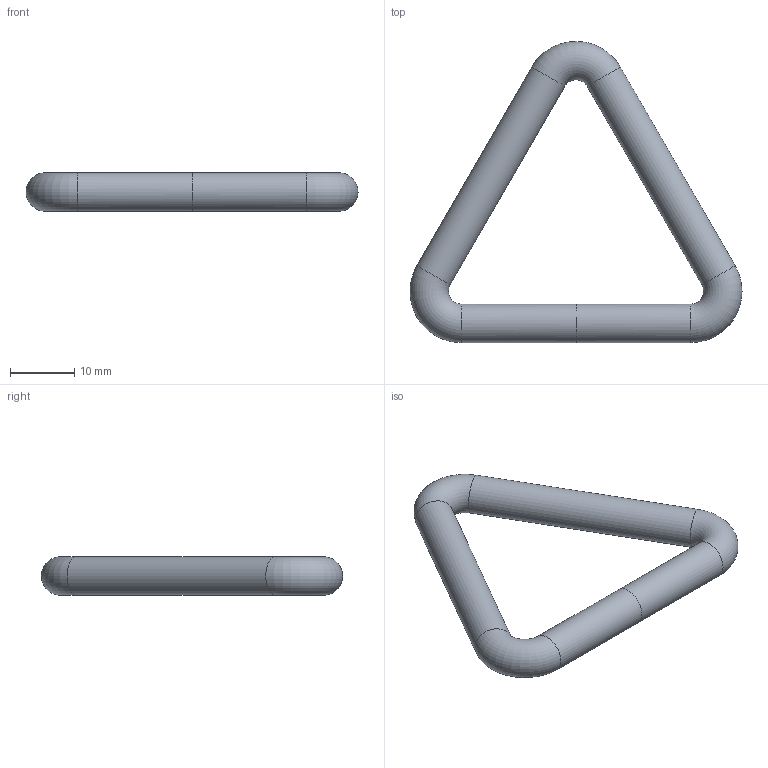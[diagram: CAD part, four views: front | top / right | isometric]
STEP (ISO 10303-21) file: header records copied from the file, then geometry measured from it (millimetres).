
FILE_DESCRIPTION (( 'STEP AP203' ), '1' );
FILE_NAME ('100077640.step', '2020-02-26T11:50:18', ( '' ), ( '' ), 'SwSTEP 2.0', 'SolidWorks 2015', '' );
FILE_SCHEMA (( 'CONFIG_CONTROL_DESIGN' ));
Length unit declared in the file: millimetre
Products named in the file (2): 100077640
Bounding box: 51.8 x 47 x 6 mm (x, y, z)
Volume: 3924.5 mm3; surface area: 2618.3 mm2
Topology: 1 solids, 1 shells, 214 faces, 557 edges, 369 vertices
Faces by surface type: bspline 93, plane 88, cylinder 30, torus 3
Full cylindrical faces by diameter (mm): 6 x4
Entity records: 11411 total; most frequent: CARTESIAN_POINT 6664, ORIENTED_EDGE 1100, DIRECTION 667, EDGE_CURVE 550, VERTEX_POINT 369, VECTOR 253, LINE 253, EDGE_LOOP 247
